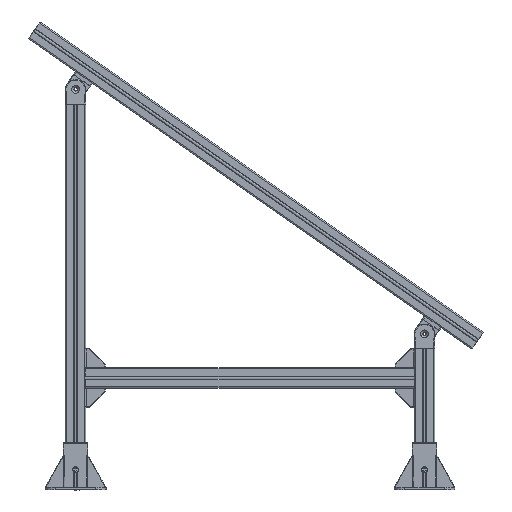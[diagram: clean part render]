
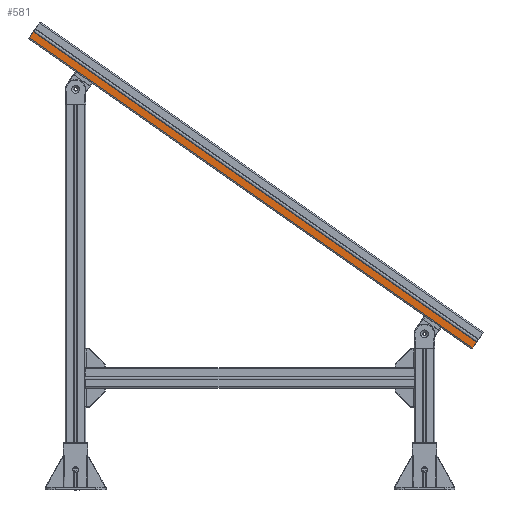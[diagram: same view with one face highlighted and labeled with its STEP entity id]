
A CAD part, front view. The second image highlights one B-rep face of the part: STEP entity #581.
In plain terms, the highlighted free-form (B-spline) face has degree [1, 1] with [2, 2] control points.
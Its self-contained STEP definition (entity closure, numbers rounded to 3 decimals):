
#531=CARTESIAN_POINT('',(-40.816,32.398,-4.15));
#532=VERTEX_POINT('',#531);
#538=CARTESIAN_POINT('',(1159.184,32.398,-4.15));
#539=VERTEX_POINT('',#538);
#540=CARTESIAN_POINT('',(-40.816,32.398,-4.15));
#541=CARTESIAN_POINT('',(1159.184,32.398,-4.15));
#542=B_SPLINE_CURVE_WITH_KNOTS('',1,(#540,#541),.POLYLINE_FORM.,.F.,.U.,(2,2),(0.,1.),.UNSPECIFIED.);
#543=EDGE_CURVE('',#532,#539,#542,.T.);
#554=CARTESIAN_POINT('',(1159.184,32.398,-171.872));
#555=CARTESIAN_POINT('',(-92.689,32.398,-171.872));
#556=CARTESIAN_POINT('',(1159.184,32.398,131.872));
#557=CARTESIAN_POINT('',(-92.689,32.398,131.872));
#558=B_SPLINE_SURFACE_WITH_KNOTS('',1,1,((#554,#555),(#556,#557)),.PLANE_SURF.,.F.,.F.,.U.,(2,2),(2,2),(0.,1.),(0.,1.),.UNSPECIFIED.);
#559=CARTESIAN_POINT('',(-40.816,32.398,-20.));
#560=VERTEX_POINT('',#559);
#561=CARTESIAN_POINT('',(-40.816,32.398,-4.15));
#562=CARTESIAN_POINT('',(-40.816,32.398,-20.));
#563=B_SPLINE_CURVE_WITH_KNOTS('',1,(#561,#562),.POLYLINE_FORM.,.F.,.U.,(2,2),(0.,1.),.UNSPECIFIED.);
#564=EDGE_CURVE('',#532,#560,#563,.T.);
#565=ORIENTED_EDGE('',*,*,#564,.T.);
#566=CARTESIAN_POINT('',(1159.184,32.398,-20.));
#567=VERTEX_POINT('',#566);
#568=CARTESIAN_POINT('',(-40.816,32.398,-20.));
#569=CARTESIAN_POINT('',(1159.184,32.398,-20.));
#570=B_SPLINE_CURVE_WITH_KNOTS('',1,(#568,#569),.POLYLINE_FORM.,.F.,.U.,(2,2),(0.,1.),.UNSPECIFIED.);
#571=EDGE_CURVE('',#560,#567,#570,.T.);
#572=ORIENTED_EDGE('',*,*,#571,.T.);
#573=CARTESIAN_POINT('',(1159.184,32.398,-4.15));
#574=CARTESIAN_POINT('',(1159.184,32.398,-20.));
#575=B_SPLINE_CURVE_WITH_KNOTS('',1,(#573,#574),.POLYLINE_FORM.,.F.,.U.,(2,2),(0.,1.),.UNSPECIFIED.);
#576=EDGE_CURVE('',#539,#567,#575,.T.);
#577=ORIENTED_EDGE('',*,*,#576,.F.);
#578=ORIENTED_EDGE('',*,*,#543,.F.);
#579=EDGE_LOOP('',(#565,#572,#577,#578));
#580=FACE_OUTER_BOUND('',#579,.T.);
#581=ADVANCED_FACE('',(#580),#558,.T.);
